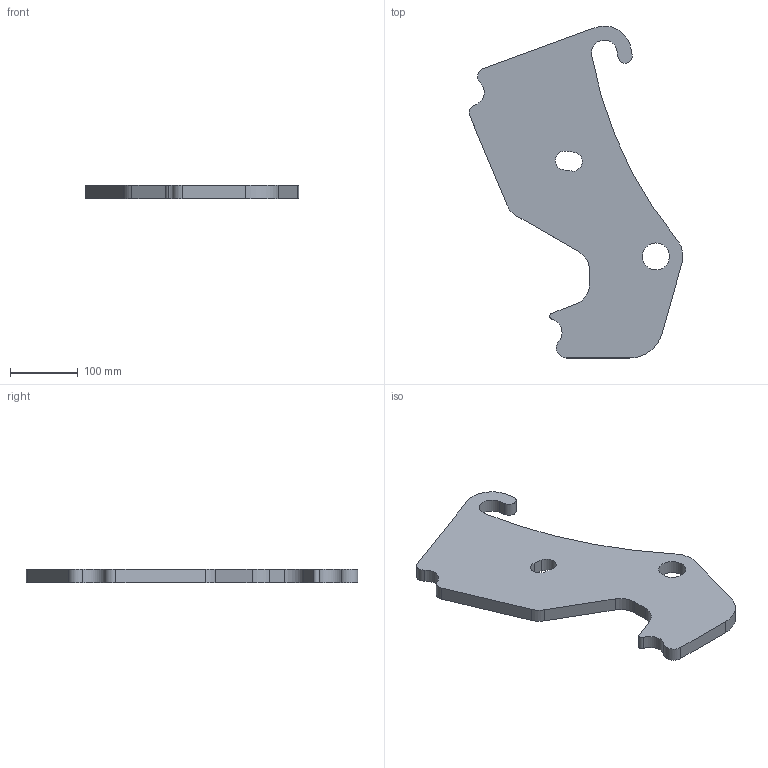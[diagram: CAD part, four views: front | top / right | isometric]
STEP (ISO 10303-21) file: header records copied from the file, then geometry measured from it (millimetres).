
FILE_DESCRIPTION( ( '' ), '1' );
FILE_NAME( '8060111.stp', '2017-09-30T15:15:59', ( 'Bernd Keil' ), ( 'BKL' ), 'PSStep 17.0.49', 'SE ST7', ' ' );
FILE_SCHEMA( ( 'AUTOMOTIVE_DESIGN { 1 0 10303 214 1 1 1 1 }' ) );
Length unit declared in the file: millimetre
Products named in the file (1): 1
Bounding box: 315.69 x 490.53 x 20 mm (x, y, z)
Volume: 1585635.5 mm3; surface area: 194053.2 mm2
Topology: 1 solids, 1 shells, 31 faces, 87 edges, 58 vertices
Faces by surface type: cylinder 20, plane 11
Full cylindrical faces by diameter (mm): 40 x1
Entity records: 1288 total; most frequent: DIRECTION 190, CARTESIAN_POINT 176, ORIENTED_EDGE 172, EDGE_CURVE 86, AXIS2_PLACEMENT_3D 72, VERTEX_POINT 58, LINE 46, VECTOR 46
